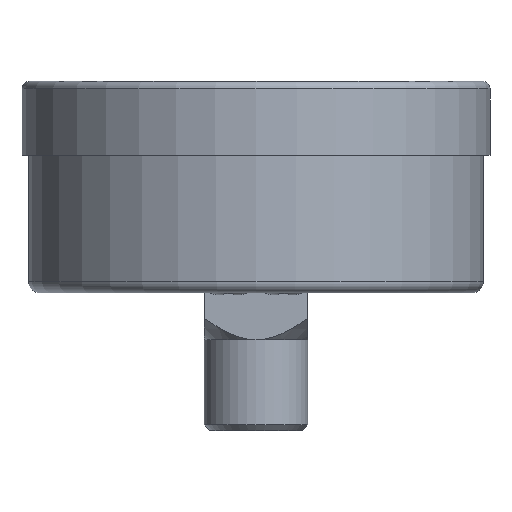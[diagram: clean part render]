
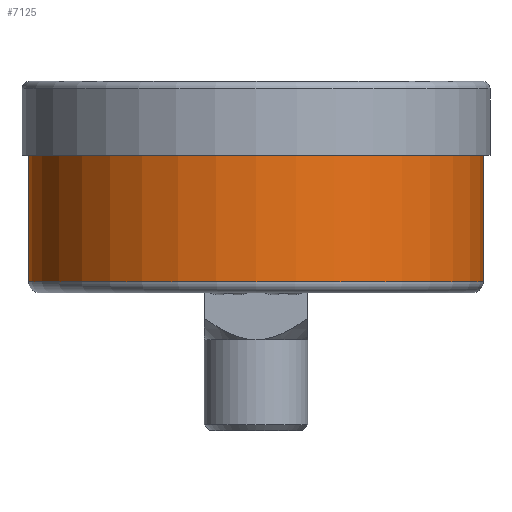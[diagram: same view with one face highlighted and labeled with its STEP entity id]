
A CAD part, front view. The second image highlights one B-rep face of the part: STEP entity #7125.
In plain terms, the highlighted cylindrical face has radius 30.747 mm (diameter 61.493 mm), a full revolution.
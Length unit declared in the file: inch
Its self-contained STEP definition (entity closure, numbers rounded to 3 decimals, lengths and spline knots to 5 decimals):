
#156 = DIRECTION ( 'NONE',  ( 0., 0., 1. ) ) ;
#732 = CYLINDRICAL_SURFACE ( 'NONE', #6976, 1.2105 ) ;
#1001 = AXIS2_PLACEMENT_3D ( 'NONE', #6238, #156, #8759 ) ;
#2193 = FACE_OUTER_BOUND ( 'NONE', #9158, .T. ) ;
#2341 = CARTESIAN_POINT ( 'NONE',  ( 0., 0., -1.125 ) ) ;
#2542 = VERTEX_POINT ( 'NONE', #8877 ) ;
#2648 = CARTESIAN_POINT ( 'NONE',  ( 1.2105, 0., -0.394 ) ) ;
#2754 = CIRCLE ( 'NONE', #1001, 1.2105 ) ;
#3189 = DIRECTION ( 'NONE',  ( 0., 0., -1. ) ) ;
#3732 = ORIENTED_EDGE ( 'NONE', *, *, #6869, .T. ) ;
#3785 = FACE_OUTER_BOUND ( 'NONE', #4698, .T. ) ;
#4125 = VERTEX_POINT ( 'NONE', #2648 ) ;
#4698 = EDGE_LOOP ( 'NONE', ( #9578 ) ) ;
#5495 = DIRECTION ( 'NONE',  ( 0., 0., 1. ) ) ;
#6233 = DIRECTION ( 'NONE',  ( 1., 0., 0. ) ) ;
#6238 = CARTESIAN_POINT ( 'NONE',  ( 0., 0., -1.065 ) ) ;
#6796 = AXIS2_PLACEMENT_3D ( 'NONE', #6894, #3189, #6233 ) ;
#6869 = EDGE_CURVE ( 'NONE', #4125, #4125, #9922, .T. ) ;
#6894 = CARTESIAN_POINT ( 'NONE',  ( 0., 0., -0.394 ) ) ;
#6976 = AXIS2_PLACEMENT_3D ( 'NONE', #2341, #5495, #8601 ) ;
#7125 = ADVANCED_FACE ( 'NONE', ( #3785, #2193 ), #732, .T. ) ;
#7428 = EDGE_CURVE ( 'NONE', #2542, #2542, #2754, .T. ) ;
#8601 = DIRECTION ( 'NONE',  ( 1., 0., 0. ) ) ;
#8759 = DIRECTION ( 'NONE',  ( 1., 0., 0. ) ) ;
#8877 = CARTESIAN_POINT ( 'NONE',  ( 1.2105, 0., -1.065 ) ) ;
#9158 = EDGE_LOOP ( 'NONE', ( #3732 ) ) ;
#9578 = ORIENTED_EDGE ( 'NONE', *, *, #7428, .T. ) ;
#9922 = CIRCLE ( 'NONE', #6796, 1.2105 ) ;
